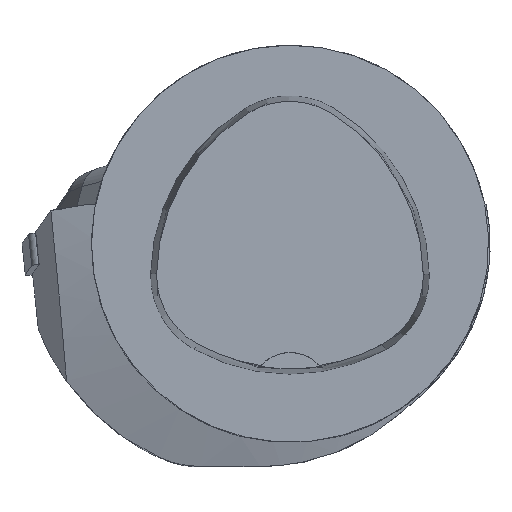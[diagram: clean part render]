
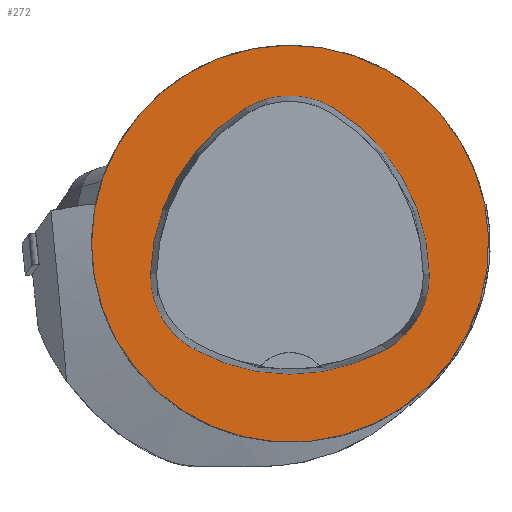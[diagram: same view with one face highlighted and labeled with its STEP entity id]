
A CAD part, top view. The second image highlights one B-rep face of the part: STEP entity #272.
In plain terms, the highlighted planar face has unit normal (0, 0, 1).
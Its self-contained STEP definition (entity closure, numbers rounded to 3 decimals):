
#272=ADVANCED_FACE('',(#657,#658),#343,.T.);
#343=PLANE('',#1803);
#657=FACE_BOUND('',#702,.T.);
#658=FACE_BOUND('',#703,.T.);
#702=EDGE_LOOP('',(#962,#963,#964,#965,#966,#967));
#703=EDGE_LOOP('',(#968));
#962=ORIENTED_EDGE('',*,*,#1496,.T.);
#963=ORIENTED_EDGE('',*,*,#1476,.T.);
#964=ORIENTED_EDGE('',*,*,#1480,.T.);
#965=ORIENTED_EDGE('',*,*,#1483,.T.);
#966=ORIENTED_EDGE('',*,*,#1486,.T.);
#967=ORIENTED_EDGE('',*,*,#1494,.T.);
#968=ORIENTED_EDGE('',*,*,#1456,.F.);
#1284=VERTEX_POINT('',#2634);
#1303=VERTEX_POINT('',#2694);
#1304=VERTEX_POINT('',#2695);
#1307=VERTEX_POINT('',#2703);
#1309=VERTEX_POINT('',#2709);
#1311=VERTEX_POINT('',#2715);
#1318=VERTEX_POINT('',#2736);
#1456=EDGE_CURVE('',#1284,#1284,#1604,.T.);
#1476=EDGE_CURVE('',#1303,#1304,#1605,.T.);
#1480=EDGE_CURVE('',#1304,#1307,#1607,.T.);
#1483=EDGE_CURVE('',#1307,#1309,#1609,.T.);
#1486=EDGE_CURVE('',#1309,#1311,#1611,.T.);
#1494=EDGE_CURVE('',#1311,#1318,#1615,.T.);
#1496=EDGE_CURVE('',#1318,#1303,#1617,.T.);
#1604=CIRCLE('',#1770,20.);
#1605=CIRCLE('',#1781,20.);
#1607=CIRCLE('',#1784,8.5);
#1609=CIRCLE('',#1787,20.);
#1611=CIRCLE('',#1790,8.5);
#1615=CIRCLE('',#1795,20.);
#1617=CIRCLE('',#1798,8.5);
#1770=AXIS2_PLACEMENT_3D('',#2633,#2050,#2051);
#1781=AXIS2_PLACEMENT_3D('',#2693,#2080,#2081);
#1784=AXIS2_PLACEMENT_3D('',#2702,#2088,#2089);
#1787=AXIS2_PLACEMENT_3D('',#2708,#2095,#2096);
#1790=AXIS2_PLACEMENT_3D('',#2714,#2102,#2103);
#1795=AXIS2_PLACEMENT_3D('',#2737,#2114,#2115);
#1798=AXIS2_PLACEMENT_3D('',#2740,#2120,#2121);
#1803=AXIS2_PLACEMENT_3D('',#2745,#2130,#2131);
#2050=DIRECTION('',(0.,0.,-1.));
#2051=DIRECTION('',(-1.,0.,0.));
#2080=DIRECTION('',(0.,0.,-1.));
#2081=DIRECTION('',(-1.,0.,0.));
#2088=DIRECTION('',(0.,0.,-1.));
#2089=DIRECTION('',(-1.,0.,0.));
#2095=DIRECTION('',(0.,0.,-1.));
#2096=DIRECTION('',(-1.,0.,0.));
#2102=DIRECTION('',(0.,0.,-1.));
#2103=DIRECTION('',(-1.,0.,0.));
#2114=DIRECTION('',(0.,0.,-1.));
#2115=DIRECTION('',(-1.,0.,0.));
#2120=DIRECTION('',(0.,0.,-1.));
#2121=DIRECTION('',(-1.,0.,0.));
#2130=DIRECTION('',(0.,0.,1.));
#2131=DIRECTION('',(1.,0.,0.));
#2633=CARTESIAN_POINT('',(0.,0.,0.));
#2634=CARTESIAN_POINT('',(-20.,0.,0.));
#2693=CARTESIAN_POINT('',(5.955,-3.414,0.));
#2694=CARTESIAN_POINT('',(-14.041,-3.042,0.));
#2695=CARTESIAN_POINT('',(-4.472,13.653,0.));
#2702=CARTESIAN_POINT('',(-0.04,6.4,0.));
#2703=CARTESIAN_POINT('',(4.347,13.68,0.));
#2708=CARTESIAN_POINT('',(-5.976,-3.45,0.));
#2709=CARTESIAN_POINT('',(14.021,-3.075,0.));
#2714=CARTESIAN_POINT('',(5.522,-3.235,0.));
#2715=CARTESIAN_POINT('',(9.588,-10.699,0.));
#2736=CARTESIAN_POINT('',(-9.655,-10.639,0.));
#2737=CARTESIAN_POINT('',(0.022,6.864,0.));
#2740=CARTESIAN_POINT('',(-5.543,-3.2,0.));
#2745=CARTESIAN_POINT('',(0.,0.,0.));
